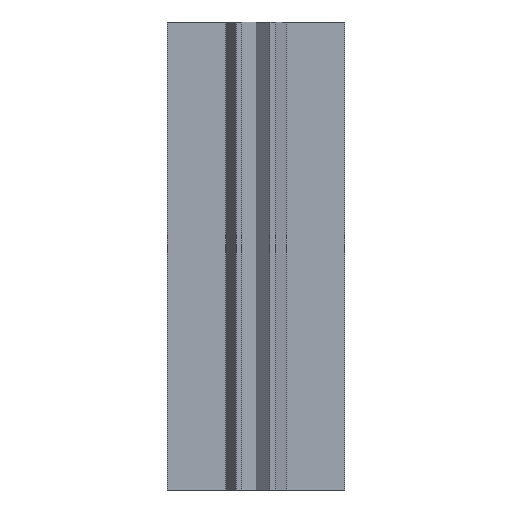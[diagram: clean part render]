
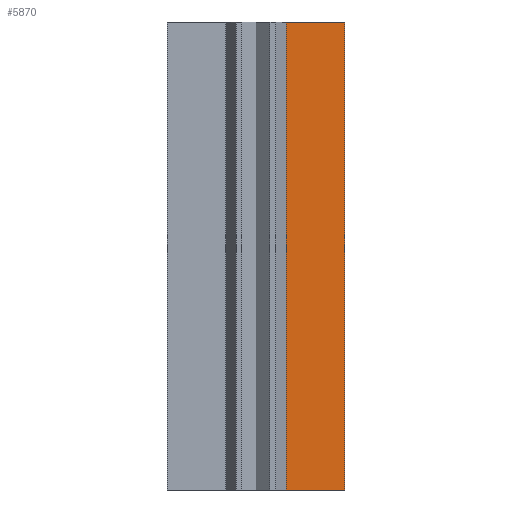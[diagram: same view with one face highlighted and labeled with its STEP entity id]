
A CAD part, front view. The second image highlights one B-rep face of the part: STEP entity #5870.
In plain terms, the highlighted planar face has unit normal (0, -1, 0).
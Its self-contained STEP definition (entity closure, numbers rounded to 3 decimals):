
#760=CARTESIAN_POINT('',(1.104,0.026,0.));
#770=VERTEX_POINT('',#760);
#800=CARTESIAN_POINT('',(-3.986,0.026,0.));
#810=DIRECTION('',(1.,0.,0.));
#820=VECTOR('',#810,1.);
#830=LINE('',#800,#820);
#840=CARTESIAN_POINT('',(15.014,0.026,0.));
#850=VERTEX_POINT('',#840);
#860=EDGE_CURVE('',#770,#850,#830,.T.);
#2680=CARTESIAN_POINT('',(15.014,0.026,100.));
#2690=VERTEX_POINT('',#2680);
#2720=CARTESIAN_POINT('',(-3.986,0.026,100.));
#2730=DIRECTION('',(1.,0.,0.));
#2740=VECTOR('',#2730,1.);
#2750=LINE('',#2720,#2740);
#2760=CARTESIAN_POINT('',(1.104,0.026,100.));
#2770=VERTEX_POINT('',#2760);
#2780=EDGE_CURVE('',#2770,#2690,#2750,.T.);
#5610=CARTESIAN_POINT('',(1.104,0.026,0.));
#5620=DIRECTION('',(0.,0.,1.));
#5630=VECTOR('',#5620,1.);
#5640=LINE('',#5610,#5630);
#5650=EDGE_CURVE('',#770,#2770,#5640,.T.);
#5710=CARTESIAN_POINT('',(15.014,0.026,0.));
#5720=DIRECTION('',(-0.,-1.,-0.));
#5730=DIRECTION('',(-1.,0.,0.));
#5740=AXIS2_PLACEMENT_3D('',#5710,#5720,#5730);
#5750=PLANE('',#5740);
#5760=ORIENTED_EDGE('',*,*,#5650,.F.);
#5770=ORIENTED_EDGE('',*,*,#2780,.F.);
#5780=CARTESIAN_POINT('',(15.014,0.026,0.));
#5790=DIRECTION('',(0.,0.,1.));
#5800=VECTOR('',#5790,1.);
#5810=LINE('',#5780,#5800);
#5820=EDGE_CURVE('',#850,#2690,#5810,.T.);
#5830=ORIENTED_EDGE('',*,*,#5820,.T.);
#5840=ORIENTED_EDGE('',*,*,#860,.T.);
#5850=EDGE_LOOP('',(#5840,#5830,#5770,#5760));
#5860=FACE_OUTER_BOUND('',#5850,.T.);
#5870=ADVANCED_FACE('',(#5860),#5750,.T.);
